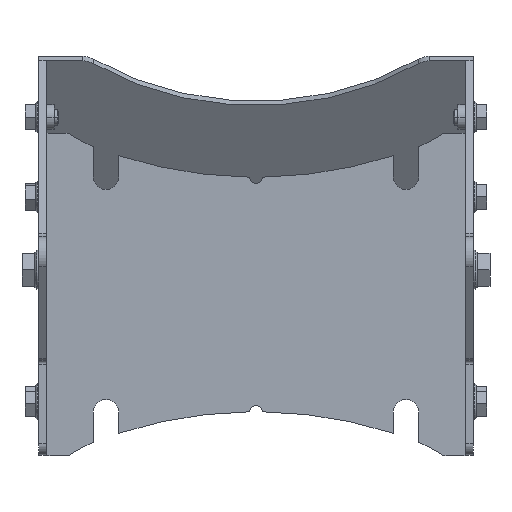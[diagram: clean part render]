
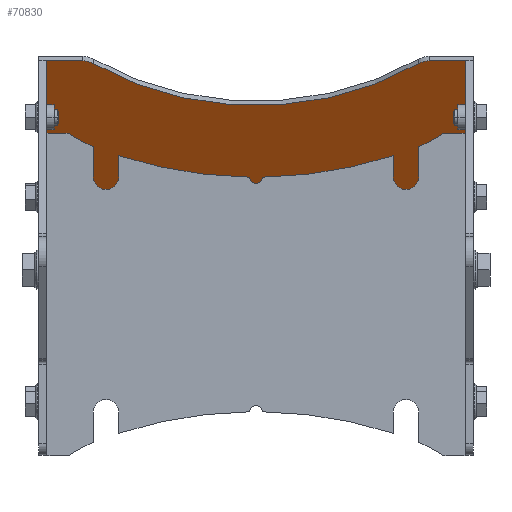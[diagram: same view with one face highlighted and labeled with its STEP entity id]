
A CAD part, front view. The second image highlights one B-rep face of the part: STEP entity #70830.
In plain terms, the highlighted planar face has unit normal (0, -0.819, -0.574).
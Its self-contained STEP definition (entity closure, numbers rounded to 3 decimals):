
#61320=CARTESIAN_POINT('',(108.3,332.415,60.136)
);
#61330=VERTEX_POINT('',#61320);
#61360=CARTESIAN_POINT('',(89.522,332.415,
60.136));
#61370=DIRECTION('',(1.,0.,0.));
#61380=VECTOR('',#61370,1000.);
#61390=LINE('',#61360,#61380);
#61400=CARTESIAN_POINT('',(89.522,332.415,
60.136));
#61410=VERTEX_POINT('',#61400);
#61420=EDGE_CURVE('',#61410,#61330,#61390,.T.);
#61740=CARTESIAN_POINT('',(89.522,338.151,
51.944));
#61750=DIRECTION('',(0.,0.819,
0.574));
#61760=DIRECTION('',(-1.,0.,0.));
#61770=AXIS2_PLACEMENT_3D('',#61740,#61750,#61760);
#61780=CIRCLE('',#61770,10.);
#61790=CARTESIAN_POINT('',(83.781,333.455,
58.651));
#61800=VERTEX_POINT('',#61790);
#61810=EDGE_CURVE('',#61800,#61410,#61780,.T.);
#62140=CARTESIAN_POINT('',(0.,264.916,
156.534));
#62150=DIRECTION('',(0.,-0.819,
-0.574));
#62160=DIRECTION('',(-1.,0.,0.));
#62170=AXIS2_PLACEMENT_3D('',#62140,#62150,#62160);
#62180=CIRCLE('',#62170,145.937);
#62190=CARTESIAN_POINT('',(-83.781,333.455,
58.651));
#62200=VERTEX_POINT('',#62190);
#62210=EDGE_CURVE('',#62200,#61800,#62180,.T.);
#62540=CARTESIAN_POINT('',(-89.522,338.151,
51.944));
#62550=DIRECTION('',(0.,0.819,
0.574));
#62560=DIRECTION('',(-1.,0.,0.));
#62570=AXIS2_PLACEMENT_3D('',#62540,#62550,#62560);
#62580=CIRCLE('',#62570,10.);
#62590=CARTESIAN_POINT('',(-89.522,332.415,
60.136));
#62600=VERTEX_POINT('',#62590);
#62610=EDGE_CURVE('',#62600,#62200,#62580,.T.);
#62940=CARTESIAN_POINT('',(-112.3,332.415,
60.136));
#62950=DIRECTION('',(1.,0.,0.));
#62960=VECTOR('',#62950,1000.);
#62970=LINE('',#62940,#62960);
#62980=CARTESIAN_POINT('',(-108.3,332.415,
60.136));
#62990=VERTEX_POINT('',#62980);
#63000=EDGE_CURVE('',#62990,#62600,#62970,.T.);
#67030=CARTESIAN_POINT('',(-108.3,433.091,-83.645
));
#67040=VERTEX_POINT('',#67030);
#67070=CARTESIAN_POINT('',(-106.201,433.091,
-83.645));
#67080=DIRECTION('',(-1.,0.,0.));
#67090=VECTOR('',#67080,1000.);
#67100=LINE('',#67070,#67090);
#67110=CARTESIAN_POINT('',(-106.201,433.091,
-83.645));
#67120=VERTEX_POINT('',#67110);
#67130=EDGE_CURVE('',#67120,#67040,#67100,.T.);
#67450=CARTESIAN_POINT('',(-106.201,429.65,
-78.73));
#67460=DIRECTION('',(0.,0.819,
0.574));
#67470=DIRECTION('',(-1.,0.,0.));
#67480=AXIS2_PLACEMENT_3D('',#67450,#67460,#67470);
#67490=CIRCLE('',#67480,6.);
#67500=CARTESIAN_POINT('',(-100.563,430.827,
-80.411));
#67510=VERTEX_POINT('',#67500);
#67520=EDGE_CURVE('',#67510,#67120,#67490,.T.);
#67850=CARTESIAN_POINT('',(-91.466,416.491,
-59.937));
#67860=DIRECTION('',(-0.342,0.539,
-0.77));
#67870=VECTOR('',#67860,1000.);
#67880=LINE('',#67850,#67870);
#67890=CARTESIAN_POINT('',(-91.466,416.491,
-59.937));
#67900=VERTEX_POINT('',#67890);
#67910=EDGE_CURVE('',#67900,#67510,#67880,.T.);
#68230=CARTESIAN_POINT('',(-85.828,417.668,
-61.618));
#68240=DIRECTION('',(0.,-0.819,
-0.574));
#68250=DIRECTION('',(-1.,0.,0.));
#68260=AXIS2_PLACEMENT_3D('',#68230,#68240,#68250);
#68270=CIRCLE('',#68260,6.);
#68280=CARTESIAN_POINT('',(-85.828,414.227,
-56.704));
#68290=VERTEX_POINT('',#68280);
#68300=EDGE_CURVE('',#68290,#67900,#68270,.T.);
#68630=CARTESIAN_POINT('',(85.828,414.227,
-56.704));
#68640=DIRECTION('',(-1.,0.,0.));
#68650=VECTOR('',#68640,1000.);
#68660=LINE('',#68630,#68650);
#68670=CARTESIAN_POINT('',(85.828,414.227,
-56.704));
#68680=VERTEX_POINT('',#68670);
#68690=EDGE_CURVE('',#68680,#68290,#68660,.T.);
#69010=CARTESIAN_POINT('',(85.828,417.668,
-61.618));
#69020=DIRECTION('',(0.,-0.819,
-0.574));
#69030=DIRECTION('',(-1.,0.,0.));
#69040=AXIS2_PLACEMENT_3D('',#69010,#69020,#69030);
#69050=CIRCLE('',#69040,6.);
#69060=CARTESIAN_POINT('',(91.466,416.491,
-59.937));
#69070=VERTEX_POINT('',#69060);
#69080=EDGE_CURVE('',#69070,#68680,#69050,.T.);
#69410=CARTESIAN_POINT('',(100.563,430.827,
-80.411));
#69420=DIRECTION('',(-0.342,-0.539,
0.77));
#69430=VECTOR('',#69420,1000.);
#69440=LINE('',#69410,#69430);
#69450=CARTESIAN_POINT('',(100.563,430.827,
-80.411));
#69460=VERTEX_POINT('',#69450);
#69470=EDGE_CURVE('',#69460,#69070,#69440,.T.);
#69790=CARTESIAN_POINT('',(106.201,429.65,
-78.73));
#69800=DIRECTION('',(0.,0.819,
0.574));
#69810=DIRECTION('',(-1.,0.,0.));
#69820=AXIS2_PLACEMENT_3D('',#69790,#69800,#69810);
#69830=CIRCLE('',#69820,6.);
#69840=CARTESIAN_POINT('',(106.201,433.091,-83.645
));
#69850=VERTEX_POINT('',#69840);
#69860=EDGE_CURVE('',#69850,#69460,#69830,.T.);
#70190=CARTESIAN_POINT('',(112.3,433.091,-83.645
));
#70200=DIRECTION('',(-1.,0.,0.));
#70210=VECTOR('',#70200,1000.);
#70220=LINE('',#70190,#70210);
#70230=CARTESIAN_POINT('',(108.3,433.091,-83.645
));
#70240=VERTEX_POINT('',#70230);
#70250=EDGE_CURVE('',#70240,#69850,#70220,.T.);
#70500=CARTESIAN_POINT('',(106.201,429.65,
-78.73));
#70510=DIRECTION('',(0.,0.819,
0.574));
#70520=DIRECTION('',(-1.,0.,0.));
#70530=AXIS2_PLACEMENT_3D('',#70500,#70510,#70520);
#70540=PLANE('',#70530);
#70550=ORIENTED_EDGE('',*,*,#70250,.F.);
#70560=ORIENTED_EDGE('',*,*,#69860,.F.);
#70570=ORIENTED_EDGE('',*,*,#69470,.F.);
#70580=ORIENTED_EDGE('',*,*,#69080,.F.);
#70590=ORIENTED_EDGE('',*,*,#68690,.F.);
#70600=ORIENTED_EDGE('',*,*,#68300,.F.);
#70610=ORIENTED_EDGE('',*,*,#67910,.F.);
#70620=ORIENTED_EDGE('',*,*,#67520,.F.);
#70630=ORIENTED_EDGE('',*,*,#67130,.F.);
#70640=CARTESIAN_POINT('',(-108.3,374.523,0.));
#70650=DIRECTION('',(0.,-0.574,
0.819));
#70660=VECTOR('',#70650,1.);
#70670=LINE('',#70640,#70660);
#70680=EDGE_CURVE('',#67040,#62990,#70670,.T.);
#70690=ORIENTED_EDGE('',*,*,#70680,.F.);
#70700=ORIENTED_EDGE('',*,*,#63000,.F.);
#70710=ORIENTED_EDGE('',*,*,#62610,.F.);
#70720=ORIENTED_EDGE('',*,*,#62210,.F.);
#70730=ORIENTED_EDGE('',*,*,#61810,.F.);
#70740=ORIENTED_EDGE('',*,*,#61420,.F.);
#70750=CARTESIAN_POINT('',(108.3,374.523,0.));
#70760=DIRECTION('',(0.,-0.574,
0.819));
#70770=VECTOR('',#70760,1.);
#70780=LINE('',#70750,#70770);
#70790=EDGE_CURVE('',#70240,#61330,#70780,.T.);
#70800=ORIENTED_EDGE('',*,*,#70790,.T.);
#70810=EDGE_LOOP('',(#70800,#70740,#70730,#70720,#70710,#70700,#70690,
#70630,#70620,#70610,#70600,#70590,#70580,#70570,#70560,#70550));
#70820=FACE_OUTER_BOUND('',#70810,.T.);
#70830=ADVANCED_FACE('',(#70820),#70540,.F.);
